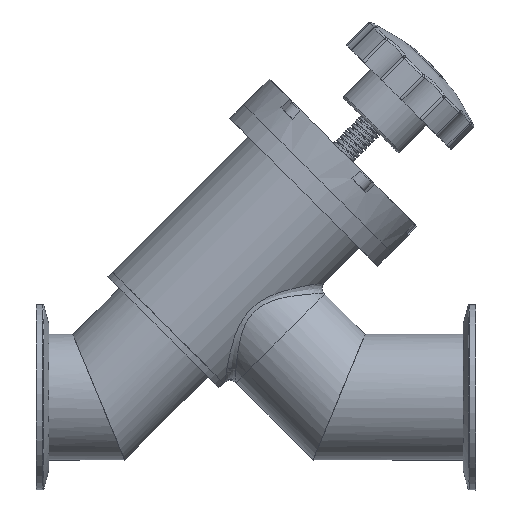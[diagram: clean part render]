
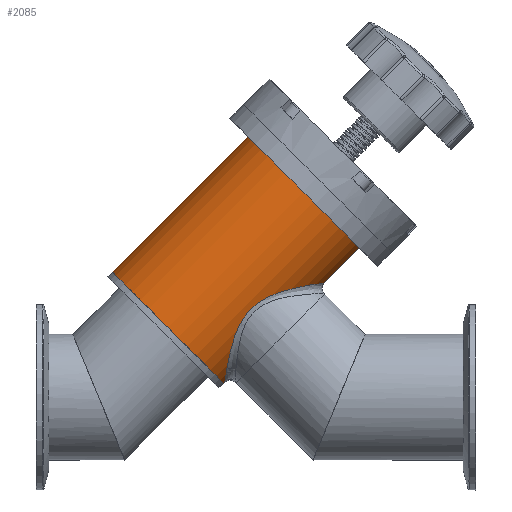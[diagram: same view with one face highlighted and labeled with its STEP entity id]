
A CAD part, top view. The second image highlights one B-rep face of the part: STEP entity #2085.
In plain terms, the highlighted cylindrical face has radius 31.75 mm (diameter 63.5 mm), a full revolution.
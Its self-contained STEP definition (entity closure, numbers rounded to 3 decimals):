
#324=FACE_BOUND('',#497,.T.);
#353=FACE_OUTER_BOUND('',#496,.T.);
#496=EDGE_LOOP('',(#1349));
#497=EDGE_LOOP('',(#1350));
#668=CIRCLE('',#2274,31.75);
#669=CIRCLE('',#2275,31.75);
#832=VERTEX_POINT('',#3221);
#833=VERTEX_POINT('',#3223);
#1045=EDGE_CURVE('',#832,#832,#668,.T.);
#1046=EDGE_CURVE('',#833,#833,#669,.T.);
#1349=ORIENTED_EDGE('',*,*,#1045,.F.);
#1350=ORIENTED_EDGE('',*,*,#1046,.F.);
#1890=CYLINDRICAL_SURFACE('',#2273,31.75);
#2085=ADVANCED_FACE('',(#353,#324),#1890,.T.);
#2273=AXIS2_PLACEMENT_3D('',#3220,#2563,#2564);
#2274=AXIS2_PLACEMENT_3D('',#3222,#2565,#2566);
#2275=AXIS2_PLACEMENT_3D('',#3224,#2567,#2568);
#2563=DIRECTION('center_axis',(0.707,0.707,0.));
#2564=DIRECTION('ref_axis',(0.,0.,-1.));
#2565=DIRECTION('center_axis',(0.707,0.707,0.));
#2566=DIRECTION('ref_axis',(0.,0.,-1.));
#2567=DIRECTION('center_axis',(-0.707,-0.707,0.));
#2568=DIRECTION('ref_axis',(0.,0.,-1.));
#3220=CARTESIAN_POINT('Origin',(-18.186,-10.251,0.));
#3221=CARTESIAN_POINT('',(17.466,25.401,31.75));
#3222=CARTESIAN_POINT('Origin',(17.466,25.401,0.));
#3223=CARTESIAN_POINT('',(-38.756,-30.821,31.75));
#3224=CARTESIAN_POINT('Origin',(-38.756,-30.821,0.));
